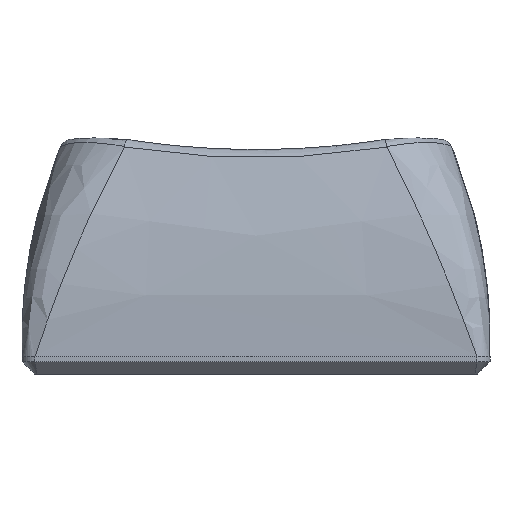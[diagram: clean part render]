
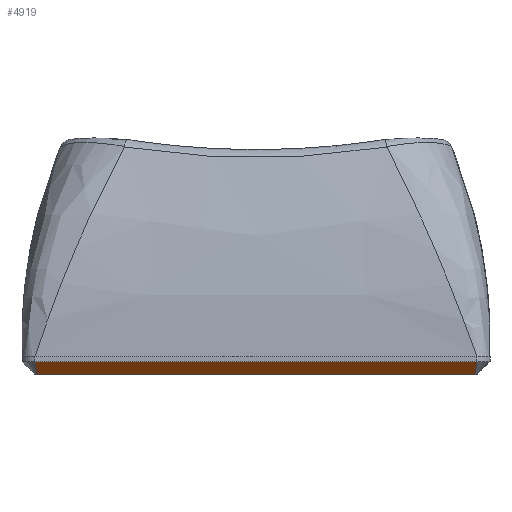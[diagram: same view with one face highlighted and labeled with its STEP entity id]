
A CAD part, front view. The second image highlights one B-rep face of the part: STEP entity #4919.
In plain terms, the highlighted planar face has unit normal (0, -0.707, -0.707).
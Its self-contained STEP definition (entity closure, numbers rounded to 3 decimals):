
#720 = PLANE('',#721);
#721 = AXIS2_PLACEMENT_3D('',#722,#723,#724);
#722 = CARTESIAN_POINT('',(-8.5,-9.,0.672));
#723 = DIRECTION('',(0.,-1.,0.));
#724 = DIRECTION('',(1.,0.,0.));
#1973 = VERTEX_POINT('',#1974);
#1974 = CARTESIAN_POINT('',(-8.5,-9.,0.48));
#2000 = EDGE_CURVE('',#1973,#2001,#2003,.T.);
#2001 = VERTEX_POINT('',#2002);
#2002 = CARTESIAN_POINT('',(8.5,-9.,0.48));
#2003 = SURFACE_CURVE('',#2004,(#2008,#2015),.PCURVE_S1.);
#2004 = LINE('',#2005,#2006);
#2005 = CARTESIAN_POINT('',(-8.5,-9.,0.48));
#2006 = VECTOR('',#2007,1.);
#2007 = DIRECTION('',(1.,0.,0.));
#2008 = PCURVE('',#720,#2009);
#2009 = DEFINITIONAL_REPRESENTATION('',(#2010),#2014);
#2010 = LINE('',#2011,#2012);
#2011 = CARTESIAN_POINT('',(0.,-0.192));
#2012 = VECTOR('',#2013,1.);
#2013 = DIRECTION('',(1.,0.));
#2014 = ( GEOMETRIC_REPRESENTATION_CONTEXT(2) 
PARAMETRIC_REPRESENTATION_CONTEXT() REPRESENTATION_CONTEXT('2D SPACE',''
  ) );
#2015 = PCURVE('',#2016,#2021);
#2016 = PLANE('',#2017);
#2017 = AXIS2_PLACEMENT_3D('',#2018,#2019,#2020);
#2018 = CARTESIAN_POINT('',(-8.5,-8.76,0.24));
#2019 = DIRECTION('',(0.,0.707,0.707)
  );
#2020 = DIRECTION('',(1.,0.,0.));
#2021 = DEFINITIONAL_REPRESENTATION('',(#2022),#2026);
#2022 = LINE('',#2023,#2024);
#2023 = CARTESIAN_POINT('',(0.,-0.339));
#2024 = VECTOR('',#2025,1.);
#2025 = DIRECTION('',(1.,0.));
#2026 = ( GEOMETRIC_REPRESENTATION_CONTEXT(2) 
PARAMETRIC_REPRESENTATION_CONTEXT() REPRESENTATION_CONTEXT('2D SPACE',''
  ) );
#3188 = CONICAL_SURFACE('',#3189,0.7,0.785);
#3189 = AXIS2_PLACEMENT_3D('',#3190,#3191,#3192);
#3190 = CARTESIAN_POINT('',(8.323,-8.323,0.48));
#3191 = DIRECTION('',(-0.,-0.,1.));
#3192 = DIRECTION('',(0.967,-0.253,0.));
#4919 = ADVANCED_FACE('',(#4920),#2016,.F.);
#4920 = FACE_BOUND('',#4921,.F.);
#4921 = EDGE_LOOP('',(#4922,#4957,#4958,#4988));
#4922 = ORIENTED_EDGE('',*,*,#4923,.F.);
#4923 = EDGE_CURVE('',#1973,#4924,#4926,.T.);
#4924 = VERTEX_POINT('',#4925);
#4925 = CARTESIAN_POINT('',(-8.42,-8.52,0.));
#4926 = SURFACE_CURVE('',#4927,(#4932,#4939),.PCURVE_S1.);
#4927 = PARABOLA('',#4928,0.008);
#4928 = AXIS2_PLACEMENT_3D('',#4929,#4930,#4931);
#4929 = CARTESIAN_POINT('',(-8.323,-8.311,
    -0.209));
#4930 = DIRECTION('',(0.,0.707,0.707)
  );
#4931 = DIRECTION('',(0.,-0.707,0.707)
  );
#4932 = PCURVE('',#2016,#4933);
#4933 = DEFINITIONAL_REPRESENTATION('',(#4934),#4938);
#4934 = B_SPLINE_CURVE_WITH_KNOTS('',2,(#4935,#4936,#4937),
  .UNSPECIFIED.,.F.,.F.,(3,3),(-0.177,-0.098),
  .PIECEWISE_BEZIER_KNOTS.);
#4935 = CARTESIAN_POINT('',(0.,-0.339));
#4936 = CARTESIAN_POINT('',(0.04,0.098));
#4937 = CARTESIAN_POINT('',(0.08,0.339));
#4938 = ( GEOMETRIC_REPRESENTATION_CONTEXT(2) 
PARAMETRIC_REPRESENTATION_CONTEXT() REPRESENTATION_CONTEXT('2D SPACE',''
  ) );
#4939 = PCURVE('',#4940,#4945);
#4940 = CONICAL_SURFACE('',#4941,0.7,0.785);
#4941 = AXIS2_PLACEMENT_3D('',#4942,#4943,#4944);
#4942 = CARTESIAN_POINT('',(-8.323,-8.323,0.48));
#4943 = DIRECTION('',(-0.,-0.,1.));
#4944 = DIRECTION('',(-0.253,-0.967,-0.));
#4945 = DEFINITIONAL_REPRESENTATION('',(#4946),#4956);
#4946 = B_SPLINE_CURVE_WITH_KNOTS('',8,(#4947,#4948,#4949,#4950,#4951,
    #4952,#4953,#4954,#4955),.UNSPECIFIED.,.F.,.F.,(9,9),(
    -0.177,-0.098),.PIECEWISE_BEZIER_KNOTS.);
#4947 = CARTESIAN_POINT('',(0.,0.));
#4948 = CARTESIAN_POINT('',(-0.014,-0.077));
#4949 = CARTESIAN_POINT('',(-0.03,-0.15));
#4950 = CARTESIAN_POINT('',(-0.048,-0.217));
#4951 = CARTESIAN_POINT('',(-0.069,-0.28));
#4952 = CARTESIAN_POINT('',(-0.094,-0.337));
#4953 = CARTESIAN_POINT('',(-0.123,-0.39));
#4954 = CARTESIAN_POINT('',(-0.158,-0.437));
#4955 = CARTESIAN_POINT('',(-0.203,-0.48));
#4956 = ( GEOMETRIC_REPRESENTATION_CONTEXT(2) 
PARAMETRIC_REPRESENTATION_CONTEXT() REPRESENTATION_CONTEXT('2D SPACE',''
  ) );
#4957 = ORIENTED_EDGE('',*,*,#2000,.T.);
#4958 = ORIENTED_EDGE('',*,*,#4959,.T.);
#4959 = EDGE_CURVE('',#2001,#4960,#4962,.T.);
#4960 = VERTEX_POINT('',#4961);
#4961 = CARTESIAN_POINT('',(8.42,-8.52,0.));
#4962 = SURFACE_CURVE('',#4963,(#4968,#4975),.PCURVE_S1.);
#4963 = PARABOLA('',#4964,0.008);
#4964 = AXIS2_PLACEMENT_3D('',#4965,#4966,#4967);
#4965 = CARTESIAN_POINT('',(8.323,-8.311,
    -0.209));
#4966 = DIRECTION('',(0.,-0.707,-0.707
    ));
#4967 = DIRECTION('',(0.,-0.707,0.707)
  );
#4968 = PCURVE('',#2016,#4969);
#4969 = DEFINITIONAL_REPRESENTATION('',(#4970),#4974);
#4970 = B_SPLINE_CURVE_WITH_KNOTS('',2,(#4971,#4972,#4973),
  .UNSPECIFIED.,.F.,.F.,(3,3),(-0.177,-0.098),
  .PIECEWISE_BEZIER_KNOTS.);
#4971 = CARTESIAN_POINT('',(17.,-0.339));
#4972 = CARTESIAN_POINT('',(16.96,0.098));
#4973 = CARTESIAN_POINT('',(16.92,0.339));
#4974 = ( GEOMETRIC_REPRESENTATION_CONTEXT(2) 
PARAMETRIC_REPRESENTATION_CONTEXT() REPRESENTATION_CONTEXT('2D SPACE',''
  ) );
#4975 = PCURVE('',#3188,#4976);
#4976 = DEFINITIONAL_REPRESENTATION('',(#4977),#4987);
#4977 = B_SPLINE_CURVE_WITH_KNOTS('',8,(#4978,#4979,#4980,#4981,#4982,
    #4983,#4984,#4985,#4986),.UNSPECIFIED.,.F.,.F.,(9,9),(
    -0.177,-0.098),.PIECEWISE_BEZIER_KNOTS.);
#4978 = CARTESIAN_POINT('',(-1.059,0.));
#4979 = CARTESIAN_POINT('',(-1.045,-0.077));
#4980 = CARTESIAN_POINT('',(-1.029,-0.15));
#4981 = CARTESIAN_POINT('',(-1.01,-0.217));
#4982 = CARTESIAN_POINT('',(-0.99,-0.28));
#4983 = CARTESIAN_POINT('',(-0.965,-0.337));
#4984 = CARTESIAN_POINT('',(-0.936,-0.39));
#4985 = CARTESIAN_POINT('',(-0.901,-0.437));
#4986 = CARTESIAN_POINT('',(-0.856,-0.48));
#4987 = ( GEOMETRIC_REPRESENTATION_CONTEXT(2) 
PARAMETRIC_REPRESENTATION_CONTEXT() REPRESENTATION_CONTEXT('2D SPACE',''
  ) );
#4988 = ORIENTED_EDGE('',*,*,#4989,.F.);
#4989 = EDGE_CURVE('',#4924,#4960,#4990,.T.);
#4990 = SURFACE_CURVE('',#4991,(#4995,#5002),.PCURVE_S1.);
#4991 = LINE('',#4992,#4993);
#4992 = CARTESIAN_POINT('',(-8.5,-8.52,0.));
#4993 = VECTOR('',#4994,1.);
#4994 = DIRECTION('',(1.,0.,0.));
#4995 = PCURVE('',#2016,#4996);
#4996 = DEFINITIONAL_REPRESENTATION('',(#4997),#5001);
#4997 = LINE('',#4998,#4999);
#4998 = CARTESIAN_POINT('',(0.,0.339));
#4999 = VECTOR('',#5000,1.);
#5000 = DIRECTION('',(1.,0.));
#5001 = ( GEOMETRIC_REPRESENTATION_CONTEXT(2) 
PARAMETRIC_REPRESENTATION_CONTEXT() REPRESENTATION_CONTEXT('2D SPACE',''
  ) );
#5002 = PCURVE('',#5003,#5008);
#5003 = PLANE('',#5004);
#5004 = AXIS2_PLACEMENT_3D('',#5005,#5006,#5007);
#5005 = CARTESIAN_POINT('',(8.5,9.,0.));
#5006 = DIRECTION('',(0.,0.,-1.));
#5007 = DIRECTION('',(-1.,0.,0.));
#5008 = DEFINITIONAL_REPRESENTATION('',(#5009),#5013);
#5009 = LINE('',#5010,#5011);
#5010 = CARTESIAN_POINT('',(17.,-17.52));
#5011 = VECTOR('',#5012,1.);
#5012 = DIRECTION('',(-1.,0.));
#5013 = ( GEOMETRIC_REPRESENTATION_CONTEXT(2) 
PARAMETRIC_REPRESENTATION_CONTEXT() REPRESENTATION_CONTEXT('2D SPACE',''
  ) );
